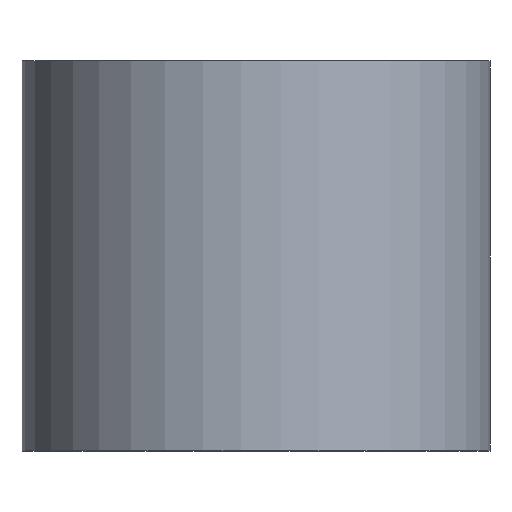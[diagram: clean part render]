
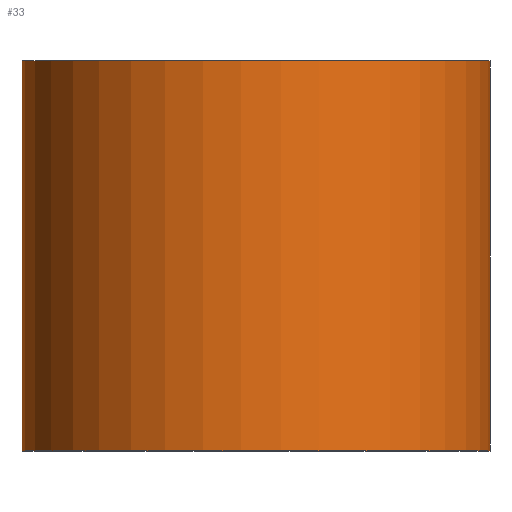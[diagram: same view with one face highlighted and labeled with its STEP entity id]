
A CAD part, top view. The second image highlights one B-rep face of the part: STEP entity #33.
In plain terms, the highlighted cylindrical face has radius 10 mm (diameter 20 mm), a partial arc.
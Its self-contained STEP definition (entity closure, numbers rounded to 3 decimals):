
#33=ADVANCED_FACE('',(#43),#134,.T.);
#43=FACE_OUTER_BOUND('',#55,.F.);
#55=EDGE_LOOP('',(#117,#118,#119,#120,#121,#122,#123,#124,#125,#126));
#117=ORIENTED_EDGE('',*,*,#143,.F.);
#118=ORIENTED_EDGE('',*,*,#146,.T.);
#119=ORIENTED_EDGE('',*,*,#145,.T.);
#120=ORIENTED_EDGE('',*,*,#148,.T.);
#121=ORIENTED_EDGE('',*,*,#147,.T.);
#122=ORIENTED_EDGE('',*,*,#149,.T.);
#123=ORIENTED_EDGE('',*,*,#150,.F.);
#124=ORIENTED_EDGE('',*,*,#151,.F.);
#125=ORIENTED_EDGE('',*,*,#152,.F.);
#126=ORIENTED_EDGE('',*,*,#153,.F.);
#134=CYLINDRICAL_SURFACE('',#282,10.);
#143=EDGE_CURVE('',#244,#243,#179,.T.);
#145=EDGE_CURVE('',#242,#241,#181,.T.);
#146=EDGE_CURVE('',#244,#242,#182,.T.);
#147=EDGE_CURVE('',#240,#239,#183,.T.);
#148=EDGE_CURVE('',#241,#240,#184,.T.);
#149=EDGE_CURVE('',#239,#238,#185,.T.);
#150=EDGE_CURVE('',#237,#238,#186,.T.);
#151=EDGE_CURVE('',#236,#237,#187,.T.);
#152=EDGE_CURVE('',#235,#236,#188,.T.);
#153=EDGE_CURVE('',#243,#235,#189,.T.);
#179=B_SPLINE_CURVE_WITH_KNOTS('',2,(#346,#347,#348,#349,#350,#351,#352,#353,
#354,#355,#356,#357,#358,#359,#360,#361,#362,#363,#364,#365,#366),.UNSPECIFIED.,
.F.,.F.,(3,1,1,1,1,1,1,1,1,1,1,1,1,1,1,1,1,1,1,3),(0.,0.042,
0.083,0.139,0.194,0.25,
0.306,0.361,0.417,0.472,
0.528,0.583,0.639,0.694,
0.75,0.806,0.861,0.917,
0.958,1.),.UNSPECIFIED.);
#181=B_SPLINE_CURVE_WITH_KNOTS('',1,(#388,#389,#390,#391),.UNSPECIFIED.,.F.,.F.,
(2,1,1,2),(0.,0.125,0.251,1.),.UNSPECIFIED.);
#182=B_SPLINE_CURVE_WITH_KNOTS('',1,(#392,#393,#394,#395),.UNSPECIFIED.,.F.,.F.,
(2,1,1,2),(0.,0.107,0.214,1.),.UNSPECIFIED.);
#183=B_SPLINE_CURVE_WITH_KNOTS('',1,(#396,#397,#398,#399),.UNSPECIFIED.,.F.,.F.,
(2,1,1,2),(0.,0.146,0.293,1.),.UNSPECIFIED.);
#184=B_SPLINE_CURVE_WITH_KNOTS('',1,(#400,#401,#402,#403),.UNSPECIFIED.,.F.,.F.,
(2,1,1,2),(0.,0.142,0.284,1.),.UNSPECIFIED.);
#185=B_SPLINE_CURVE_WITH_KNOTS('',2,(#404,#405,#406,#407,#408,#409,#410,#411,
#412,#413,#414,#415,#416,#417,#418,#419,#420,#421,#422,#423,#424),.UNSPECIFIED.,
.F.,.F.,(3,1,1,1,1,1,1,1,1,1,1,1,1,1,1,1,1,1,1,3),(0.,0.042,
0.083,0.139,0.194,0.25,
0.306,0.361,0.417,0.472,
0.528,0.583,0.639,0.694,
0.75,0.806,0.861,0.917,
0.958,1.),.UNSPECIFIED.);
#186=B_SPLINE_CURVE_WITH_KNOTS('',1,(#425,#426,#427,#428),.UNSPECIFIED.,.F.,.F.,
(2,1,1,2),(0.,0.147,0.294,1.),.UNSPECIFIED.);
#187=B_SPLINE_CURVE_WITH_KNOTS('',1,(#429,#430,#431,#432),.UNSPECIFIED.,.F.,.F.,
(2,1,1,2),(0.,0.142,0.284,1.),.UNSPECIFIED.);
#188=B_SPLINE_CURVE_WITH_KNOTS('',1,(#433,#434,#435,#436),.UNSPECIFIED.,.F.,.F.,
(2,1,1,2),(0.,0.126,0.251,1.),.UNSPECIFIED.);
#189=B_SPLINE_CURVE_WITH_KNOTS('',1,(#437,#438,#439,#440),.UNSPECIFIED.,.F.,.F.,
(2,1,1,2),(0.,0.107,0.214,1.),.UNSPECIFIED.);
#235=VERTEX_POINT('',#336);
#236=VERTEX_POINT('',#337);
#237=VERTEX_POINT('',#338);
#238=VERTEX_POINT('',#339);
#239=VERTEX_POINT('',#340);
#240=VERTEX_POINT('',#341);
#241=VERTEX_POINT('',#342);
#242=VERTEX_POINT('',#343);
#243=VERTEX_POINT('',#344);
#244=VERTEX_POINT('',#345);
#282=AXIS2_PLACEMENT_3D('',#686,#306,#307);
#306=DIRECTION('',(0.,1.,0.));
#307=DIRECTION('',(-0.996,0.,-0.087));
#336=CARTESIAN_POINT('',(9.986,-11.577,0.));
#337=CARTESIAN_POINT('',(9.986,-7.409,0.));
#338=CARTESIAN_POINT('',(9.986,-3.242,0.));
#339=CARTESIAN_POINT('',(9.986,0.926,0.));
#340=CARTESIAN_POINT('',(-10.014,0.926,0.));
#341=CARTESIAN_POINT('',(-10.014,-3.242,0.));
#342=CARTESIAN_POINT('',(-10.014,-7.409,0.));
#343=CARTESIAN_POINT('',(-10.014,-11.577,0.));
#344=CARTESIAN_POINT('',(9.986,-15.744,0.));
#345=CARTESIAN_POINT('',(-10.014,-15.744,0.));
#346=CARTESIAN_POINT('',(-10.014,-15.744,0.));
#347=CARTESIAN_POINT('',(-10.014,-15.744,
0.655));
#348=CARTESIAN_POINT('',(-9.843,-15.744,1.953));
#349=CARTESIAN_POINT('',(-9.447,-15.744,3.432));
#350=CARTESIAN_POINT('',(-8.708,-15.744,5.018));
#351=CARTESIAN_POINT('',(-7.704,-15.744,6.452));
#352=CARTESIAN_POINT('',(-6.467,-15.744,7.689));
#353=CARTESIAN_POINT('',(-5.033,-15.744,8.693));
#354=CARTESIAN_POINT('',(-3.447,-15.744,9.433));
#355=CARTESIAN_POINT('',(-1.757,-15.744,9.886));
#356=CARTESIAN_POINT('',(-0.014,-15.744,
10.038));
#357=CARTESIAN_POINT('',(1.73,-15.744,9.886));
#358=CARTESIAN_POINT('',(3.42,-15.744,9.433));
#359=CARTESIAN_POINT('',(5.006,-15.744,8.693));
#360=CARTESIAN_POINT('',(6.439,-15.744,7.689));
#361=CARTESIAN_POINT('',(7.677,-15.744,6.452));
#362=CARTESIAN_POINT('',(8.68,-15.744,5.018));
#363=CARTESIAN_POINT('',(9.419,-15.744,3.432));
#364=CARTESIAN_POINT('',(9.816,-15.744,1.953));
#365=CARTESIAN_POINT('',(9.986,-15.744,0.655));
#366=CARTESIAN_POINT('',(9.986,-15.744,0.));
#388=CARTESIAN_POINT('',(-10.014,-11.577,0.));
#389=CARTESIAN_POINT('',(-10.014,-9.493,0.));
#390=CARTESIAN_POINT('',(-10.014,-7.409,0.));
#391=CARTESIAN_POINT('',(0.,0.,0.));
#392=CARTESIAN_POINT('',(-10.014,-15.744,0.));
#393=CARTESIAN_POINT('',(-10.014,-13.66,0.));
#394=CARTESIAN_POINT('',(-10.014,-11.577,0.));
#395=CARTESIAN_POINT('',(0.,0.,0.));
#396=CARTESIAN_POINT('',(-10.014,-3.242,0.));
#397=CARTESIAN_POINT('',(-10.014,-1.158,0.));
#398=CARTESIAN_POINT('',(-10.014,0.926,0.));
#399=CARTESIAN_POINT('',(0.,0.,0.));
#400=CARTESIAN_POINT('',(-10.014,-7.409,0.));
#401=CARTESIAN_POINT('',(-10.014,-5.325,0.));
#402=CARTESIAN_POINT('',(-10.014,-3.242,0.));
#403=CARTESIAN_POINT('',(0.,0.,0.));
#404=CARTESIAN_POINT('',(-10.014,0.926,0.));
#405=CARTESIAN_POINT('',(-10.014,0.926,
0.655));
#406=CARTESIAN_POINT('',(-9.843,0.926,1.953));
#407=CARTESIAN_POINT('',(-9.447,0.926,3.432));
#408=CARTESIAN_POINT('',(-8.708,0.926,5.018));
#409=CARTESIAN_POINT('',(-7.704,0.926,6.452));
#410=CARTESIAN_POINT('',(-6.467,0.926,7.689));
#411=CARTESIAN_POINT('',(-5.033,0.926,8.693));
#412=CARTESIAN_POINT('',(-3.447,0.926,9.433));
#413=CARTESIAN_POINT('',(-1.757,0.926,9.886));
#414=CARTESIAN_POINT('',(-0.014,0.926,
10.038));
#415=CARTESIAN_POINT('',(1.73,0.926,9.886));
#416=CARTESIAN_POINT('',(3.42,0.926,9.433));
#417=CARTESIAN_POINT('',(5.006,0.926,8.693));
#418=CARTESIAN_POINT('',(6.439,0.926,7.689));
#419=CARTESIAN_POINT('',(7.677,0.926,6.452));
#420=CARTESIAN_POINT('',(8.68,0.926,5.018));
#421=CARTESIAN_POINT('',(9.419,0.926,3.432));
#422=CARTESIAN_POINT('',(9.816,0.926,1.953));
#423=CARTESIAN_POINT('',(9.986,0.926,0.655));
#424=CARTESIAN_POINT('',(9.986,0.926,0.));
#425=CARTESIAN_POINT('',(9.986,-3.242,0.));
#426=CARTESIAN_POINT('',(9.986,-1.158,0.));
#427=CARTESIAN_POINT('',(9.986,0.926,0.));
#428=CARTESIAN_POINT('',(0.,0.,0.));
#429=CARTESIAN_POINT('',(9.986,-7.409,0.));
#430=CARTESIAN_POINT('',(9.986,-5.325,0.));
#431=CARTESIAN_POINT('',(9.986,-3.242,0.));
#432=CARTESIAN_POINT('',(0.,0.,0.));
#433=CARTESIAN_POINT('',(9.986,-11.577,0.));
#434=CARTESIAN_POINT('',(9.986,-9.493,0.));
#435=CARTESIAN_POINT('',(9.986,-7.409,0.));
#436=CARTESIAN_POINT('',(0.,0.,0.));
#437=CARTESIAN_POINT('',(9.986,-15.744,0.));
#438=CARTESIAN_POINT('',(9.986,-13.66,0.));
#439=CARTESIAN_POINT('',(9.986,-11.577,0.));
#440=CARTESIAN_POINT('',(0.,0.,0.));
#686=CARTESIAN_POINT('',(-0.014,1.759,0.));
